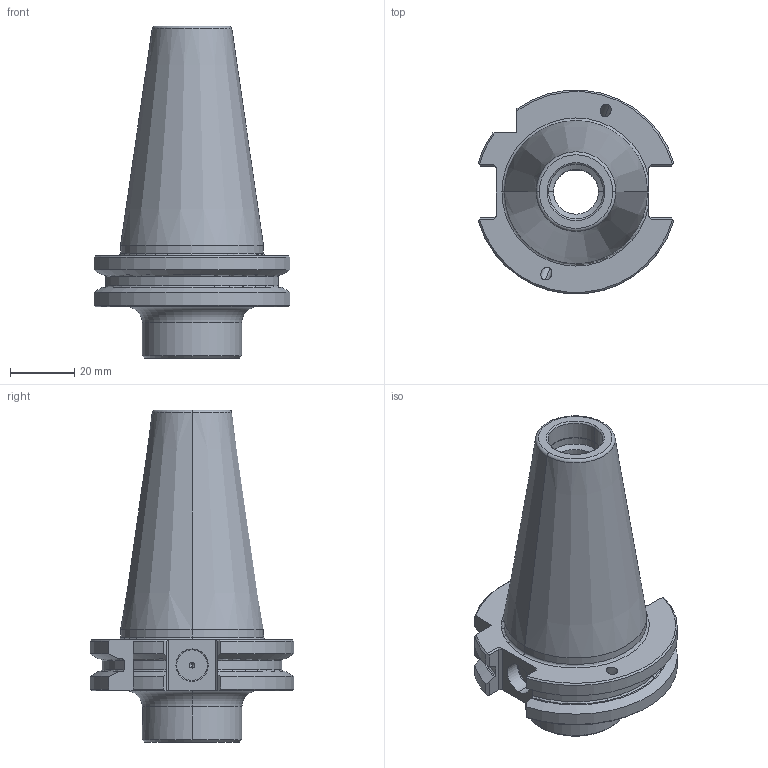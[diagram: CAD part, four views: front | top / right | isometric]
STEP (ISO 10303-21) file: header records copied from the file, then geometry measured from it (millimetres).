
FILE_DESCRIPTION(('no description'),'unknown implementation level');
FILE_NAME('C3102906-F206-4869-BF63-21ADC837A84D_export.stp',' ',('CIMSOURCE GmbH'),('CADClick - KiM GmbH - www.kimweb.de'),'unknown preprocess','ACIS','unknown authorization');
FILE_SCHEMA(('automotive_design'));
Length unit declared in the file: millimetre
Products named in the file (2): 323.728 Kaiser SK40 VBD X CK3 X 50B|690.433 Kaiser ETL M6 X 8,5 CK3;Schnitt-Linear austragen2; 323.728 Kaiser SK40 VBD X CK3 X 50B|323.728 Kaiser SK40 VBD X CK3 X 50B;Rotation5
Bounding box: 60.95 x 63.29 x 103.25 mm (x, y, z)
Volume: 105587 mm3; surface area: 23858.7 mm2
Topology: 2 solids, 2 shells, 190 faces, 490 edges, 301 vertices
Faces by surface type: plane 67, cylinder 58, cone 46, torus 16, bspline 3
Entity records: 11940 total; most frequent: CARTESIAN_POINT 1882, DIRECTION 982, STYLED_ITEM 975, PRESENTATION_STYLE_ASSIGNMENT 975, COLOUR_RGB 975, ORIENTED_EDGE 964, EDGE_CURVE 482, CURVE_STYLE 482
